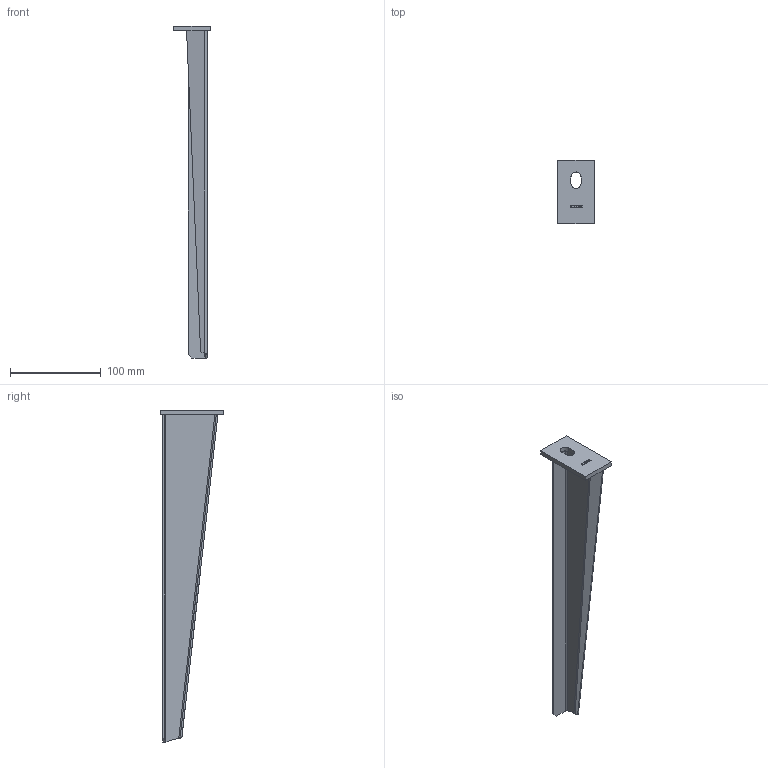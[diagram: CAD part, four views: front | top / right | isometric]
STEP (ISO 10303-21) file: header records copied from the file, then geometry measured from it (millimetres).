
FILE_DESCRIPTION((''),'2;1');
FILE_NAME('6420729_ASM','2013-04-27T',('AndreasKeweloh'),(''),'PRO/ENGINEER BY PARAMETRIC TECHNOLOGY CORPORATION, 2012360','PRO/ENGINEER BY PARAMETRIC TECHNOLOGY CORPORATION, 2012360','');
FILE_SCHEMA(('CONFIG_CONTROL_DESIGN'));
Length unit declared in the file: millimetre
Products named in the file (3): 6420729_PLATTE; 6420729_AUSLEGER; 6420729_ASM
Assembly tree (2 placements, depth 2):
  6420729_ASM
    6420729_PLATTE
    6420729_AUSLEGER
Bounding box: 40 x 70 x 365 mm (x, y, z)
Volume: 61462.1 mm3; surface area: 59116.8 mm2
Topology: 2 solids, 2 shells, 115 faces, 307 edges, 202 vertices
Faces by surface type: plane 102, cylinder 6, extrusion 5, bspline 2
Entity records: 3743 total; most frequent: CARTESIAN_POINT 813, ORIENTED_EDGE 614, DIRECTION 530, EDGE_CURVE 307, VECTOR 288, LINE 283, VERTEX_POINT 202, EDGE_LOOP 123
